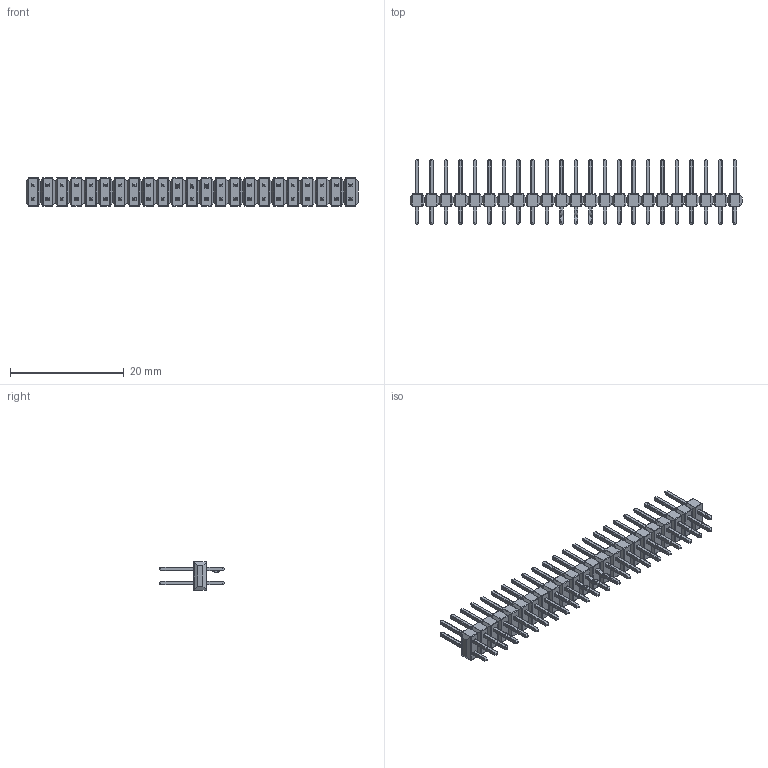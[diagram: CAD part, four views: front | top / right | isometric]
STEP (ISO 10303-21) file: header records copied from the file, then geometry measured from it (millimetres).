
FILE_DESCRIPTION (( 'STEP AP214' ), '1' );
FILE_NAME ('0702871021.STEP', '2018-05-23T18:00:54', ( '' ), ( '' ), 'SwSTEP 2.0', 'SolidWorks 2014', '' );
FILE_SCHEMA (( 'AUTOMOTIVE_DESIGN' ));
Length unit declared in the file: millimetre
Products named in the file (3): Part3; kinked pins; 0702871021
Assembly tree (23 placements, depth 2):
  0702871021
    kinked pins  x3
    Part3  x20
Bounding box: 58.42 x 11.57 x 5.08 mm (x, y, z)
Volume: 729.1 mm3; surface area: 2537 mm2
Topology: 115 solids, 115 shells, 4932 faces, 10820 edges, 5658 vertices
Faces by surface type: cylinder 1974, plane 1616, sphere 920, bspline 368, torus 54
Entity records: 15133 total; most frequent: CARTESIAN_POINT 2666, DIRECTION 2156, ORIENTED_EDGE 1920, EDGE_CURVE 960, AXIS2_PLACEMENT_3D 836, VERTEX_POINT 526, VECTOR 484, LINE 484
